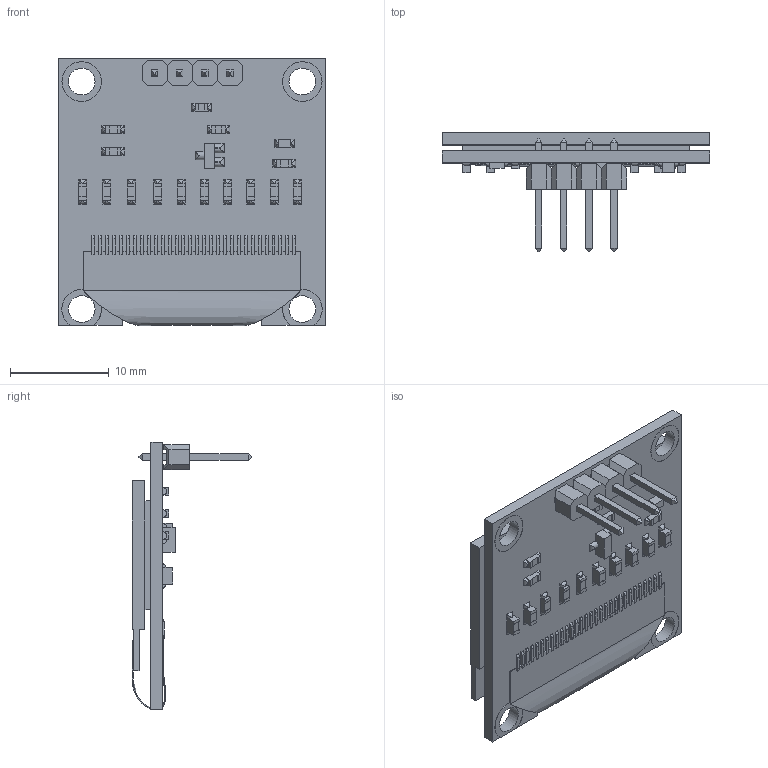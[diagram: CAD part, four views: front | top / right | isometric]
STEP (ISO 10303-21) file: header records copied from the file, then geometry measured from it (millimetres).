
FILE_DESCRIPTION(/* description */ (''),/* implementation_level */ '2;1');
FILE_NAME(/* name */ 'oled_096 v2.step',/* time_stamp */ '2019-04-24T01:30:10+01:00',/* author */ ('adamshortuk'),/* organization */ (''),/* preprocessor_version */ 'ST-DEVELOPER v18',/* originating_system */ 'Autodesk Translation Framework v8.2.0.1029',/* authorisation */ '');
FILE_SCHEMA (('AUTOMOTIVE_DESIGN { 1 0 10303 214 3 1 1 }'));
Length unit declared in the file: millimetre
Products named in the file (2): oled_096; Pin Header 4 x 1 TH 2.54mm Pitch
Assembly tree (1 placements, depth 2):
  oled_096
    Pin Header 4 x 1 TH 2.54mm Pitch
Bounding box: 27 x 12.11 x 27.03 mm (x, y, z)
Volume: 1668.1 mm3; surface area: 3062.3 mm2
Topology: 9 solids, 10 shells, 678 faces, 1800 edges, 1171 vertices
Faces by surface type: plane 514, cylinder 160, bspline 4
Full cylindrical faces by diameter (mm): 1.25 x4, 1.771 x8, 2.7 x4, 4 x4
Entity records: 21752 total; most frequent: CARTESIAN_POINT 4340, ORIENTED_EDGE 3596, DIRECTION 3423, EDGE_CURVE 1800, LINE 1511, VECTOR 1511, VERTEX_POINT 1171, AXIS2_PLACEMENT_3D 956
